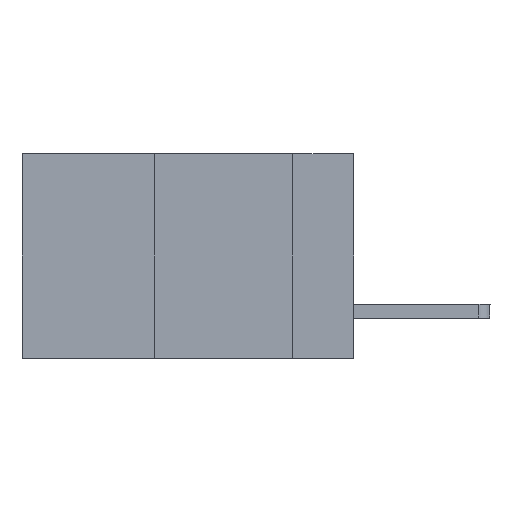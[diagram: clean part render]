
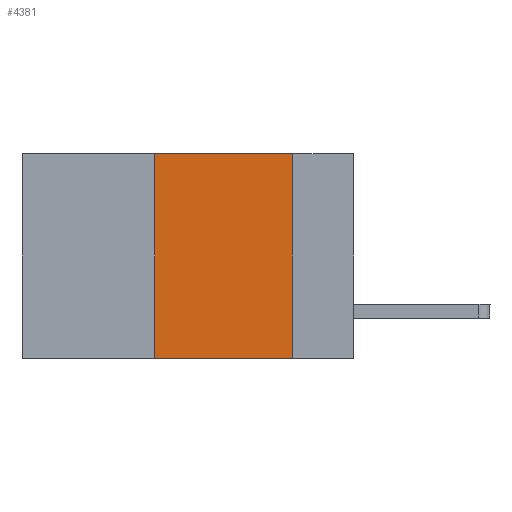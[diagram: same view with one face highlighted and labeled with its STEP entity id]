
A CAD part, left-side view. The second image highlights one B-rep face of the part: STEP entity #4381.
In plain terms, the highlighted planar face has unit normal (-1, 0, 0).
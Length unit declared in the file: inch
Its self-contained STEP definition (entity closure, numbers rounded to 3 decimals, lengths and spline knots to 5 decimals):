
#9 = ORIENTED_EDGE ( 'NONE', *, *, #9337, .T. ) ;
#189 = VECTOR ( 'NONE', #1316, 39.37008 ) ;
#263 = CARTESIAN_POINT ( 'NONE',  ( 0., 0.11, 0. ) ) ;
#755 = EDGE_CURVE ( 'NONE', #4136, #2661, #11088, .T. ) ;
#1316 = DIRECTION ( 'NONE',  ( 0., 0., 1. ) ) ;
#1364 = VERTEX_POINT ( 'NONE', #4544 ) ;
#1675 = EDGE_CURVE ( 'NONE', #9772, #1364, #7111, .T. ) ;
#2058 = VECTOR ( 'NONE', #3576, 39.37008 ) ;
#2430 = CARTESIAN_POINT ( 'NONE',  ( 0., 0.11, 0. ) ) ;
#2653 = CARTESIAN_POINT ( 'NONE',  ( 0., 0.6, -0.37 ) ) ;
#2661 = VERTEX_POINT ( 'NONE', #2888 ) ;
#2888 = CARTESIAN_POINT ( 'NONE',  ( 0., 0.36, 0. ) ) ;
#3350 = EDGE_LOOP ( 'NONE', ( #9232, #6838, #7079, #9 ) ) ;
#3576 = DIRECTION ( 'NONE',  ( 0., -1., 0. ) ) ;
#3904 = CARTESIAN_POINT ( 'NONE',  ( 0., 0.6, 0. ) ) ;
#4095 = CARTESIAN_POINT ( 'NONE',  ( 0., 0.6, 0. ) ) ;
#4136 = VERTEX_POINT ( 'NONE', #11221 ) ;
#4381 = ADVANCED_FACE ( 'NONE', ( #4475 ), #8088, .F. ) ;
#4475 = FACE_OUTER_BOUND ( 'NONE', #3350, .T. ) ;
#4544 = CARTESIAN_POINT ( 'NONE',  ( 0., 0.11, -0.37 ) ) ;
#5623 = DIRECTION ( 'NONE',  ( 0., 0., -1. ) ) ;
#6533 = LINE ( 'NONE', #2653, #2058 ) ;
#6602 = CARTESIAN_POINT ( 'NONE',  ( 0., 0.36, 0. ) ) ;
#6838 = ORIENTED_EDGE ( 'NONE', *, *, #8627, .F. ) ;
#6839 = VECTOR ( 'NONE', #9398, 39.37008 ) ;
#7079 = ORIENTED_EDGE ( 'NONE', *, *, #755, .F. ) ;
#7111 = LINE ( 'NONE', #2430, #6839 ) ;
#7796 = LINE ( 'NONE', #4095, #10690 ) ;
#8088 = PLANE ( 'NONE',  #9651 ) ;
#8127 = DIRECTION ( 'NONE',  ( 1., 0., 0. ) ) ;
#8627 = EDGE_CURVE ( 'NONE', #2661, #9772, #7796, .T. ) ;
#9232 = ORIENTED_EDGE ( 'NONE', *, *, #1675, .F. ) ;
#9337 = EDGE_CURVE ( 'NONE', #4136, #1364, #6533, .T. ) ;
#9398 = DIRECTION ( 'NONE',  ( 0., 0., -1. ) ) ;
#9651 = AXIS2_PLACEMENT_3D ( 'NONE', #3904, #8127, #5623 ) ;
#9772 = VERTEX_POINT ( 'NONE', #263 ) ;
#10485 = DIRECTION ( 'NONE',  ( 0., -1., 0. ) ) ;
#10690 = VECTOR ( 'NONE', #10485, 39.37008 ) ;
#11088 = LINE ( 'NONE', #6602, #189 ) ;
#11221 = CARTESIAN_POINT ( 'NONE',  ( 0., 0.36, -0.37 ) ) ;
